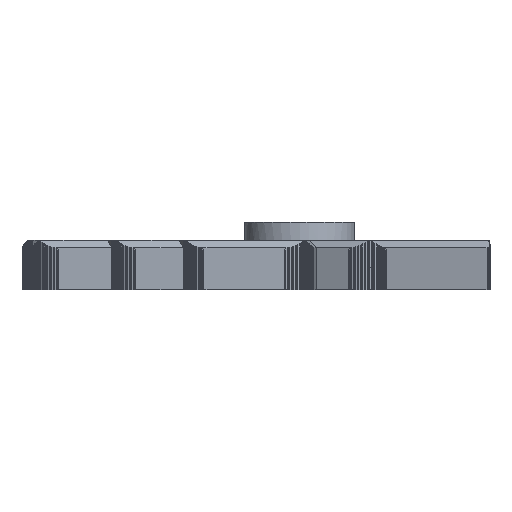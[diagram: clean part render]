
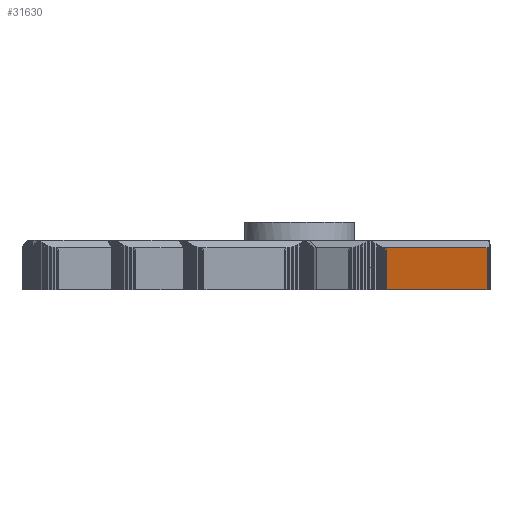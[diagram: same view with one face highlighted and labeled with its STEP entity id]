
A CAD part, left-side view. The second image highlights one B-rep face of the part: STEP entity #31630.
In plain terms, the highlighted planar face has unit normal (-0.454, -0.891, 0).
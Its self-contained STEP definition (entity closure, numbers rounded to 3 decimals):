
#1358=FACE_OUTER_BOUND('',#2905,.T.);
#2905=EDGE_LOOP('',(#25597,#25598,#25599,#25600));
#5185=LINE('',#44886,#9651);
#5203=LINE('',#44921,#9669);
#6858=LINE('',#48300,#11324);
#6860=LINE('',#48303,#11326);
#9651=VECTOR('',#35989,10.);
#9669=VECTOR('',#36009,10.);
#11324=VECTOR('',#39406,10.);
#11326=VECTOR('',#39410,10.);
#13841=VERTEX_POINT('',#44883);
#13842=VERTEX_POINT('',#44885);
#13858=VERTEX_POINT('',#44919);
#14711=VERTEX_POINT('',#48299);
#17134=EDGE_CURVE('',#13841,#13842,#5185,.T.);
#17152=EDGE_CURVE('',#13858,#13841,#5203,.T.);
#18834=EDGE_CURVE('',#14711,#13842,#6858,.T.);
#18836=EDGE_CURVE('',#14711,#13858,#6860,.T.);
#25597=ORIENTED_EDGE('',*,*,#17134,.F.);
#25598=ORIENTED_EDGE('',*,*,#17152,.F.);
#25599=ORIENTED_EDGE('',*,*,#18836,.F.);
#25600=ORIENTED_EDGE('',*,*,#18834,.T.);
#30107=PLANE('',#33206);
#31630=ADVANCED_FACE('',(#1358),#30107,.T.);
#33206=AXIS2_PLACEMENT_3D('',#48302,#39408,#39409);
#35989=DIRECTION('',(0.891,-0.454,0.));
#36009=DIRECTION('',(0.,0.,1.));
#39406=DIRECTION('',(0.,0.,1.));
#39408=DIRECTION('center_axis',(-0.454,-0.891,0.));
#39409=DIRECTION('ref_axis',(0.891,-0.454,0.));
#39410=DIRECTION('',(-0.891,0.454,0.));
#44883=CARTESIAN_POINT('',(49.098,-24.208,7.5));
#44885=CARTESIAN_POINT('',(100.988,-50.647,7.5));
#44886=CARTESIAN_POINT('',(75.695,-37.76,7.5));
#44919=CARTESIAN_POINT('',(49.098,-24.208,-3.5));
#44921=CARTESIAN_POINT('',(49.098,-24.208,1.5));
#48299=CARTESIAN_POINT('',(100.988,-50.647,-3.5));
#48300=CARTESIAN_POINT('',(100.988,-50.647,1.5));
#48302=CARTESIAN_POINT('Origin',(49.098,-24.208,1.5));
#48303=CARTESIAN_POINT('',(49.098,-24.208,-3.5));
